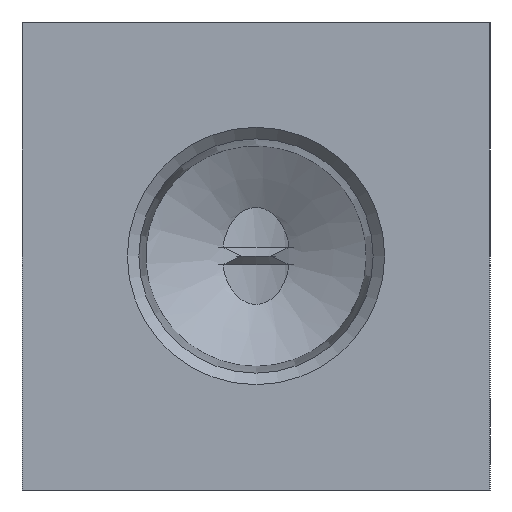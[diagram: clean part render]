
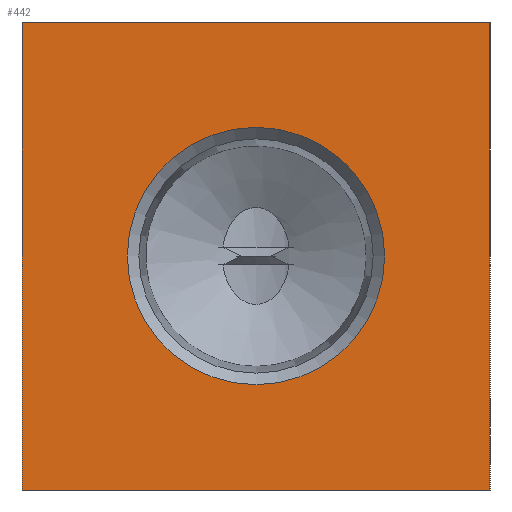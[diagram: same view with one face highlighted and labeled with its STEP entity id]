
A CAD part, left-side view. The second image highlights one B-rep face of the part: STEP entity #442.
In plain terms, the highlighted planar face has unit normal (-1, 0, 0).
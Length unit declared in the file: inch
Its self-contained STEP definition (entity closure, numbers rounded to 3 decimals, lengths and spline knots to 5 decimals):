
#442 = ADVANCED_FACE( '', ( #921, #922 ), #923, .F. );
#921 = FACE_BOUND( '', #1392, .T. );
#922 = FACE_OUTER_BOUND( '', #1393, .T. );
#923 = PLANE( '', #1394 );
#1392 = EDGE_LOOP( '', ( #2668 ) );
#1393 = EDGE_LOOP( '', ( #2669, #2670, #2671, #2672 ) );
#1394 = AXIS2_PLACEMENT_3D( '', #2673, #2674, #2675 );
#2668 = ORIENTED_EDGE( '', *, *, #2836, .T. );
#2669 = ORIENTED_EDGE( '', *, *, #2793, .F. );
#2670 = ORIENTED_EDGE( '', *, *, #3133, .F. );
#2671 = ORIENTED_EDGE( '', *, *, #2960, .F. );
#2672 = ORIENTED_EDGE( '', *, *, #2851, .F. );
#2673 = CARTESIAN_POINT( '', ( 0., 0., 0. ) );
#2674 = DIRECTION( '', ( 1., 0., 0. ) );
#2675 = DIRECTION( '', ( 0., 0., -1. ) );
#2793 = EDGE_CURVE( '', #3392, #3393, #3394, .T. );
#2836 = EDGE_CURVE( '', #3465, #3465, #3466, .T. );
#2851 = EDGE_CURVE( '', #3393, #3489, #3490, .T. );
#2960 = EDGE_CURVE( '', #3489, #3662, #3663, .T. );
#3133 = EDGE_CURVE( '', #3662, #3392, #3878, .T. );
#3392 = VERTEX_POINT( '', #4216 );
#3393 = VERTEX_POINT( '', #4217 );
#3394 = LINE( '', #4218, #4219 );
#3465 = VERTEX_POINT( '', #4313 );
#3466 = CIRCLE( '', #4314, 0.54977 );
#3489 = VERTEX_POINT( '', #4341 );
#3490 = LINE( '', #4342, #4343 );
#3662 = VERTEX_POINT( '', #4653 );
#3663 = LINE( '', #4654, #4655 );
#3878 = LINE( '', #4992, #4993 );
#4216 = CARTESIAN_POINT( '', ( 0., 2., 0. ) );
#4217 = CARTESIAN_POINT( '', ( 0., 2., 2. ) );
#4218 = CARTESIAN_POINT( '', ( 0., 2., 0. ) );
#4219 = VECTOR( '', #5241, 39.37008 );
#4313 = CARTESIAN_POINT( '', ( 0., 1., 0.45023 ) );
#4314 = AXIS2_PLACEMENT_3D( '', #5295, #5296, #5297 );
#4341 = CARTESIAN_POINT( '', ( 0., 0., 2. ) );
#4342 = CARTESIAN_POINT( '', ( 0., 2., 2. ) );
#4343 = VECTOR( '', #5320, 39.37008 );
#4653 = CARTESIAN_POINT( '', ( 0., 0., 0. ) );
#4654 = CARTESIAN_POINT( '', ( 0., 0., 2. ) );
#4655 = VECTOR( '', #5455, 39.37008 );
#4992 = CARTESIAN_POINT( '', ( 0., 0., 0. ) );
#4993 = VECTOR( '', #5623, 39.37008 );
#5241 = DIRECTION( '', ( 0., 0., 1. ) );
#5295 = CARTESIAN_POINT( '', ( 0., 1., 1. ) );
#5296 = DIRECTION( '', ( 1., 0., 0. ) );
#5297 = DIRECTION( '', ( 0., 0., -1. ) );
#5320 = DIRECTION( '', ( 0., -1., 0. ) );
#5455 = DIRECTION( '', ( 0., 0., -1. ) );
#5623 = DIRECTION( '', ( 0., 1., 0. ) );
